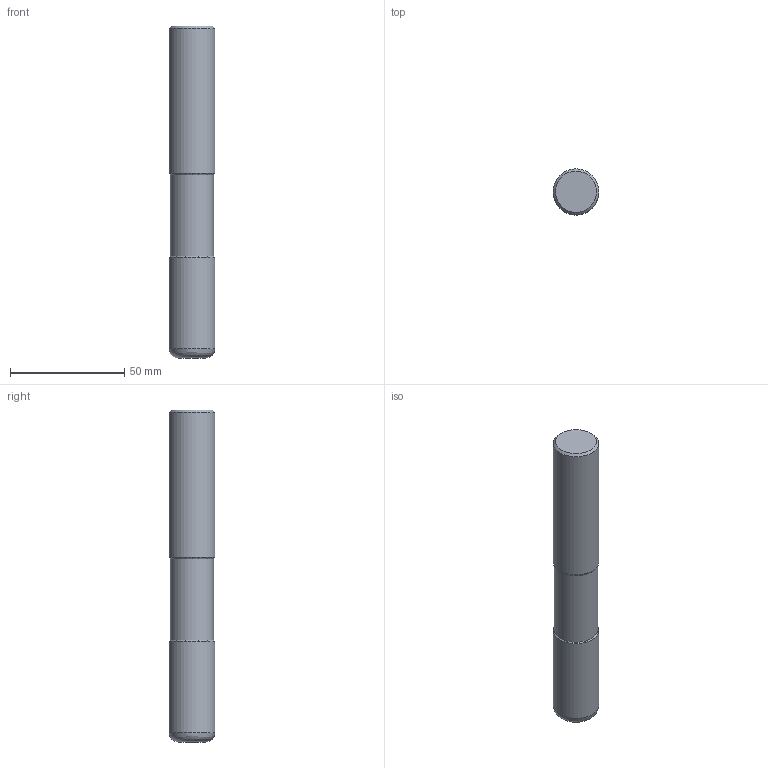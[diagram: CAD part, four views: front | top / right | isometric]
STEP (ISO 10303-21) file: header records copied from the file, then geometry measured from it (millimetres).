
FILE_DESCRIPTION(('STEP'), '1');
FILE_NAME('MOD000000000000000020084600000000.stp', '2019-01-02T12:11:47', (''), (''), 'Express v3.0.0.0', 'Express Tool', 'Unknown');
FILE_SCHEMA(('AUTOMOTIVE_DESIGN'));
Length unit declared in the file: millimetre
Products named in the file (1): EmptyName
Bounding box: 20 x 20 x 145 mm (x, y, z)
Volume: 44205.5 mm3; surface area: 10131.8 mm2
Topology: 2 solids, 2 shells, 11 faces, 21 edges, 15 vertices
Faces by surface type: bspline 11
Entity records: 453 total; most frequent: CARTESIAN_POINT 195, DIRECTION 38, ORIENTED_EDGE 32, EDGE_CURVE 16, AXIS2_PLACEMENT_3D 14, ADVANCED_FACE 11, FACE_OUTER_BOUND 11, EDGE_LOOP 11
